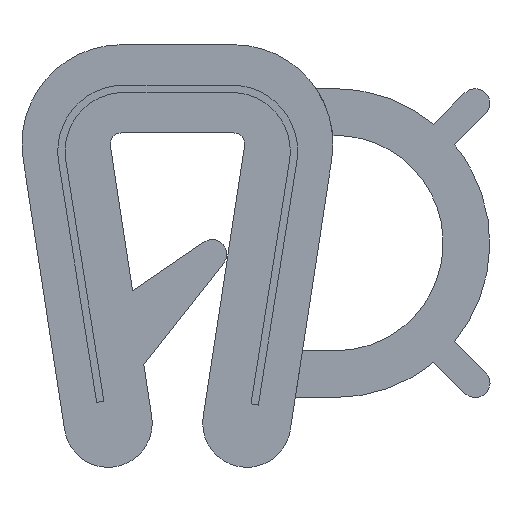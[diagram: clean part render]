
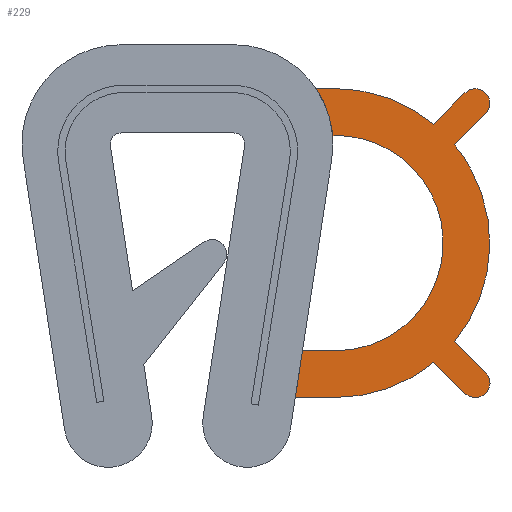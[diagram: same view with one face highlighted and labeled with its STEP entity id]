
A CAD part, front view. The second image highlights one B-rep face of the part: STEP entity #229.
In plain terms, the highlighted free-form (B-spline) face has degree [1, 1] with [2, 2] control points.
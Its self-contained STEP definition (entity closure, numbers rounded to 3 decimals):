
#44=CARTESIAN_POINT('',(2.943,0.0,-0.775));
#45=CARTESIAN_POINT('',(8.769,0.0,-0.775));
#46=CARTESIAN_POINT('',(2.943,0.0,-10.024));
#47=CARTESIAN_POINT('',(8.769,0.0,-10.024));
#48=B_SPLINE_SURFACE_WITH_KNOTS('',1,1,((#44,#46),(#45,#47)),.UNSPECIFIED.,.F.,.F.,.U.,(2,2),(2,2),(0.0,5.826),(0.0,9.249),.UNSPECIFIED.);
#49=CARTESIAN_POINT('',(7.539,0.0,-8.073));
#50=VERTEX_POINT('',#49);
#51=CARTESIAN_POINT('',(7.539,0.0,-2.726));
#52=VERTEX_POINT('',#51);
#53=CARTESIAN_POINT('',(7.539,0.0,-8.073));
#54=CARTESIAN_POINT('',(9.746,0.0,-5.399));
#55=CARTESIAN_POINT('',(7.539,0.0,-2.726));
#63=(BOUNDED_CURVE()B_SPLINE_CURVE(2,(#53,#54,#55),.UNSPECIFIED.,.F.,.U.)CURVE()GEOMETRIC_REPRESENTATION_ITEM()QUASI_UNIFORM_CURVE()RATIONAL_B_SPLINE_CURVE((1.0,0.771,1.0))REPRESENTATION_ITEM(''));
#64=EDGE_CURVE('',#50,#52,#63,.T.);
#65=ORIENTED_EDGE('',*,*,#64,.T.);
#66=CARTESIAN_POINT('',(8.388,0.0,-1.877));
#67=VERTEX_POINT('',#66);
#68=CARTESIAN_POINT('',(7.539,0.0,-2.726));
#69=CARTESIAN_POINT('',(8.388,0.0,-1.877));
#70=QUASI_UNIFORM_CURVE('',1,(#68,#69),.UNSPECIFIED.,.F.,.U.);
#71=EDGE_CURVE('',#52,#67,#70,.T.);
#72=ORIENTED_EDGE('',*,*,#71,.T.);
#73=CARTESIAN_POINT('',(7.822,0.0,-1.312));
#74=VERTEX_POINT('',#73);
#75=CARTESIAN_POINT('',(8.388,0.0,-1.877));
#76=CARTESIAN_POINT('',(8.551,0.0,-1.714));
#77=CARTESIAN_POINT('',(8.491,0.0,-1.491));
#78=CARTESIAN_POINT('',(8.431,0.0,-1.268));
#79=CARTESIAN_POINT('',(8.208,0.0,-1.208));
#80=CARTESIAN_POINT('',(7.985,0.0,-1.148));
#81=CARTESIAN_POINT('',(7.822,0.0,-1.312));
#89=(BOUNDED_CURVE()B_SPLINE_CURVE(2,(#75,#76,#77,#78,#79,#80,#81),.UNSPECIFIED.,.F.,.U.)B_SPLINE_CURVE_WITH_KNOTS((3,2,2,3),(0.0,0.333,0.667,1.0),.UNSPECIFIED.)CURVE()GEOMETRIC_REPRESENTATION_ITEM()RATIONAL_B_SPLINE_CURVE((1.0,0.866,1.0,0.866,1.0,0.866,1.0))REPRESENTATION_ITEM(''));
#90=EDGE_CURVE('',#67,#74,#89,.T.);
#91=ORIENTED_EDGE('',*,*,#90,.T.);
#92=CARTESIAN_POINT('',(6.974,0.0,-2.16));
#93=VERTEX_POINT('',#92);
#94=CARTESIAN_POINT('',(7.822,0.0,-1.312));
#95=CARTESIAN_POINT('',(6.974,0.0,-2.16));
#96=QUASI_UNIFORM_CURVE('',1,(#94,#95),.UNSPECIFIED.,.F.,.U.);
#97=EDGE_CURVE('',#74,#93,#96,.T.);
#98=ORIENTED_EDGE('',*,*,#97,.T.);
#99=CARTESIAN_POINT('',(4.3,0.0,-1.199));
#100=VERTEX_POINT('',#99);
#101=CARTESIAN_POINT('',(6.974,0.0,-2.16));
#102=CARTESIAN_POINT('',(5.809,0.0,-1.199));
#103=CARTESIAN_POINT('',(4.3,0.0,-1.199));
#111=(BOUNDED_CURVE()B_SPLINE_CURVE(2,(#101,#102,#103),.UNSPECIFIED.,.F.,.U.)CURVE()GEOMETRIC_REPRESENTATION_ITEM()QUASI_UNIFORM_CURVE()RATIONAL_B_SPLINE_CURVE((1.0,0.941,1.0))REPRESENTATION_ITEM(''));
#112=EDGE_CURVE('',#93,#100,#111,.T.);
#113=ORIENTED_EDGE('',*,*,#112,.T.);
#114=CARTESIAN_POINT('',(3.776,0.0,-1.199));
#115=VERTEX_POINT('',#114);
#116=CARTESIAN_POINT('',(4.3,0.0,-1.199));
#117=CARTESIAN_POINT('',(3.776,0.0,-1.199));
#118=QUASI_UNIFORM_CURVE('',1,(#116,#117),.UNSPECIFIED.,.F.,.U.);
#119=EDGE_CURVE('',#100,#115,#118,.T.);
#120=ORIENTED_EDGE('',*,*,#119,.T.);
#121=CARTESIAN_POINT('',(4.221,0.0,-2.47));
#122=VERTEX_POINT('',#121);
#123=CARTESIAN_POINT('',(4.221,0.0,-2.47));
#124=CARTESIAN_POINT('',(4.162,0.0,-1.777));
#125=CARTESIAN_POINT('',(3.776,0.0,-1.199));
#133=(BOUNDED_CURVE()B_SPLINE_CURVE(2,(#123,#124,#125),.UNSPECIFIED.,.F.,.U.)CURVE()GEOMETRIC_REPRESENTATION_ITEM()QUASI_UNIFORM_CURVE()RATIONAL_B_SPLINE_CURVE((1.0,0.968,1.0))REPRESENTATION_ITEM(''));
#134=EDGE_CURVE('',#122,#115,#133,.T.);
#135=ORIENTED_EDGE('',*,*,#134,.F.);
#136=CARTESIAN_POINT('',(4.3,0.0,-2.47));
#137=VERTEX_POINT('',#136);
#138=CARTESIAN_POINT('',(4.221,0.0,-2.47));
#139=CARTESIAN_POINT('',(4.3,0.0,-2.47));
#140=QUASI_UNIFORM_CURVE('',1,(#138,#139),.UNSPECIFIED.,.F.,.U.);
#141=EDGE_CURVE('',#122,#137,#140,.T.);
#142=ORIENTED_EDGE('',*,*,#141,.T.);
#143=CARTESIAN_POINT('',(4.3,0.0,-8.328));
#144=VERTEX_POINT('',#143);
#145=CARTESIAN_POINT('',(4.3,0.0,-8.328));
#146=CARTESIAN_POINT('',(7.229,0.0,-8.328));
#147=CARTESIAN_POINT('',(7.229,0.0,-5.399));
#148=CARTESIAN_POINT('',(7.229,0.0,-2.47));
#149=CARTESIAN_POINT('',(4.3,0.0,-2.47));
#157=(BOUNDED_CURVE()B_SPLINE_CURVE(2,(#145,#146,#147,#148,#149),.UNSPECIFIED.,.F.,.U.)B_SPLINE_CURVE_WITH_KNOTS((3,2,3),(0.0,0.5,1.0),.UNSPECIFIED.)CURVE()GEOMETRIC_REPRESENTATION_ITEM()RATIONAL_B_SPLINE_CURVE((1.0,0.707,1.0,0.707,1.0))REPRESENTATION_ITEM(''));
#158=EDGE_CURVE('',#144,#137,#157,.T.);
#159=ORIENTED_EDGE('',*,*,#158,.F.);
#160=CARTESIAN_POINT('',(3.402,0.0,-8.328));
#161=VERTEX_POINT('',#160);
#162=CARTESIAN_POINT('',(4.3,0.0,-8.328));
#163=CARTESIAN_POINT('',(3.402,0.0,-8.328));
#164=QUASI_UNIFORM_CURVE('',1,(#162,#163),.UNSPECIFIED.,.F.,.U.);
#165=EDGE_CURVE('',#144,#161,#164,.T.);
#166=ORIENTED_EDGE('',*,*,#165,.T.);
#167=CARTESIAN_POINT('',(3.207,0.0,-9.599));
#168=VERTEX_POINT('',#167);
#169=CARTESIAN_POINT('',(3.402,0.0,-8.328));
#170=CARTESIAN_POINT('',(3.207,0.0,-9.599));
#171=QUASI_UNIFORM_CURVE('',1,(#169,#170),.UNSPECIFIED.,.F.,.U.);
#172=EDGE_CURVE('',#161,#168,#171,.T.);
#173=ORIENTED_EDGE('',*,*,#172,.T.);
#174=CARTESIAN_POINT('',(4.3,0.0,-9.599));
#175=VERTEX_POINT('',#174);
#176=CARTESIAN_POINT('',(3.207,0.0,-9.599));
#177=CARTESIAN_POINT('',(4.3,0.0,-9.599));
#178=QUASI_UNIFORM_CURVE('',1,(#176,#177),.UNSPECIFIED.,.F.,.U.);
#179=EDGE_CURVE('',#168,#175,#178,.T.);
#180=ORIENTED_EDGE('',*,*,#179,.T.);
#181=CARTESIAN_POINT('',(6.974,0.0,-8.639));
#182=VERTEX_POINT('',#181);
#183=CARTESIAN_POINT('',(4.3,0.0,-9.599));
#184=CARTESIAN_POINT('',(5.809,0.0,-9.599));
#185=CARTESIAN_POINT('',(6.974,0.0,-8.639));
#193=(BOUNDED_CURVE()B_SPLINE_CURVE(2,(#183,#184,#185),.UNSPECIFIED.,.F.,.U.)CURVE()GEOMETRIC_REPRESENTATION_ITEM()QUASI_UNIFORM_CURVE()RATIONAL_B_SPLINE_CURVE((1.0,0.941,1.0))REPRESENTATION_ITEM(''));
#194=EDGE_CURVE('',#175,#182,#193,.T.);
#195=ORIENTED_EDGE('',*,*,#194,.T.);
#196=CARTESIAN_POINT('',(7.822,0.0,-9.487));
#197=VERTEX_POINT('',#196);
#198=CARTESIAN_POINT('',(6.974,0.0,-8.639));
#199=CARTESIAN_POINT('',(7.822,0.0,-9.487));
#200=QUASI_UNIFORM_CURVE('',1,(#198,#199),.UNSPECIFIED.,.F.,.U.);
#201=EDGE_CURVE('',#182,#197,#200,.T.);
#202=ORIENTED_EDGE('',*,*,#201,.T.);
#203=CARTESIAN_POINT('',(8.388,0.0,-8.921));
#204=VERTEX_POINT('',#203);
#205=CARTESIAN_POINT('',(7.822,0.0,-9.487));
#206=CARTESIAN_POINT('',(7.985,0.0,-9.65));
#207=CARTESIAN_POINT('',(8.208,0.0,-9.591));
#208=CARTESIAN_POINT('',(8.431,0.0,-9.531));
#209=CARTESIAN_POINT('',(8.491,0.0,-9.308));
#210=CARTESIAN_POINT('',(8.551,0.0,-9.085));
#211=CARTESIAN_POINT('',(8.388,0.0,-8.921));
#219=(BOUNDED_CURVE()B_SPLINE_CURVE(2,(#205,#206,#207,#208,#209,#210,#211),.UNSPECIFIED.,.F.,.U.)B_SPLINE_CURVE_WITH_KNOTS((3,2,2,3),(0.0,0.333,0.667,1.0),.UNSPECIFIED.)CURVE()GEOMETRIC_REPRESENTATION_ITEM()RATIONAL_B_SPLINE_CURVE((1.0,0.866,1.0,0.866,1.0,0.866,1.0))REPRESENTATION_ITEM(''));
#220=EDGE_CURVE('',#197,#204,#219,.T.);
#221=ORIENTED_EDGE('',*,*,#220,.T.);
#222=CARTESIAN_POINT('',(8.388,0.0,-8.921));
#223=CARTESIAN_POINT('',(7.539,0.0,-8.073));
#224=QUASI_UNIFORM_CURVE('',1,(#222,#223),.UNSPECIFIED.,.F.,.U.);
#225=EDGE_CURVE('',#204,#50,#224,.T.);
#226=ORIENTED_EDGE('',*,*,#225,.T.);
#227=EDGE_LOOP('',(#65,#72,#91,#98,#113,#120,#135,#142,#159,#166,#173,#180,#195,#202,#221,#226));
#228=FACE_OUTER_BOUND('',#227,.T.);
#229=ADVANCED_FACE('',(#228),#48,.F.);
